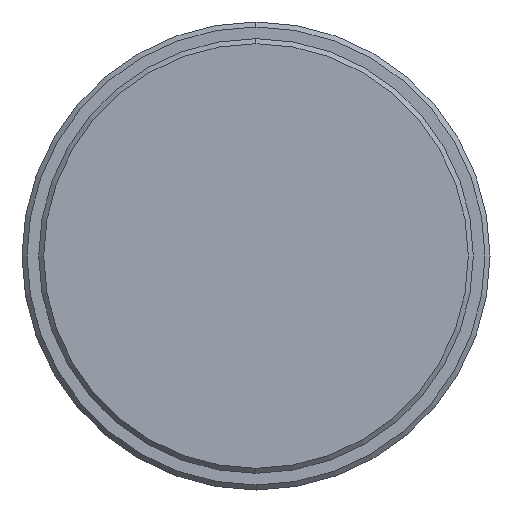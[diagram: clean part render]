
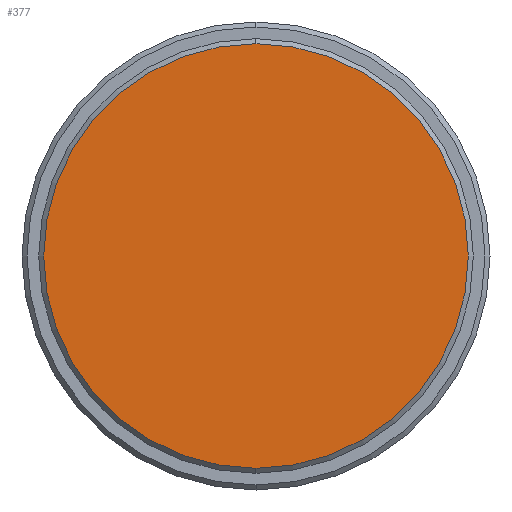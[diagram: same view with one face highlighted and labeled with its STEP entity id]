
A CAD part, left-side view. The second image highlights one B-rep face of the part: STEP entity #377.
In plain terms, the highlighted planar face has unit normal (-1, 0, 0).
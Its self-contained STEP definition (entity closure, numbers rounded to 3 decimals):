
#1 = CARTESIAN_POINT ( 'NONE',  ( 0., 0., -12.7 ) ) ;
#11 = PLANE ( 'NONE',  #91 ) ;
#28 = CARTESIAN_POINT ( 'NONE',  ( 0., 0., 12.7 ) ) ;
#31 = FACE_OUTER_BOUND ( 'NONE', #299, .T. ) ;
#65 = DIRECTION ( 'NONE',  ( 0., 0., -1. ) ) ;
#71 = CIRCLE ( 'NONE', #577, 12.7 ) ;
#91 = AXIS2_PLACEMENT_3D ( 'NONE', #344, #150, #65 ) ;
#97 = EDGE_CURVE ( 'NONE', #554, #170, #71, .T. ) ;
#150 = DIRECTION ( 'NONE',  ( 1., 0., 0. ) ) ;
#170 = VERTEX_POINT ( 'NONE', #1 ) ;
#217 = DIRECTION ( 'NONE',  ( 0., 0., 1. ) ) ;
#299 = EDGE_LOOP ( 'NONE', ( #321, #606 ) ) ;
#321 = ORIENTED_EDGE ( 'NONE', *, *, #585, .T. ) ;
#344 = CARTESIAN_POINT ( 'NONE',  ( 0., 0., 0. ) ) ;
#377 = ADVANCED_FACE ( 'NONE', ( #31 ), #11, .F. ) ;
#392 = CIRCLE ( 'NONE', #522, 12.7 ) ;
#404 = DIRECTION ( 'NONE',  ( -1., 0., 0. ) ) ;
#460 = CARTESIAN_POINT ( 'NONE',  ( 0., 0., 0. ) ) ;
#511 = CARTESIAN_POINT ( 'NONE',  ( 0., 0., 0. ) ) ;
#517 = DIRECTION ( 'NONE',  ( 0., 0., 1. ) ) ;
#522 = AXIS2_PLACEMENT_3D ( 'NONE', #511, #549, #217 ) ;
#549 = DIRECTION ( 'NONE',  ( -1., 0., 0. ) ) ;
#554 = VERTEX_POINT ( 'NONE', #28 ) ;
#577 = AXIS2_PLACEMENT_3D ( 'NONE', #460, #404, #517 ) ;
#585 = EDGE_CURVE ( 'NONE', #170, #554, #392, .T. ) ;
#606 = ORIENTED_EDGE ( 'NONE', *, *, #97, .T. ) ;
